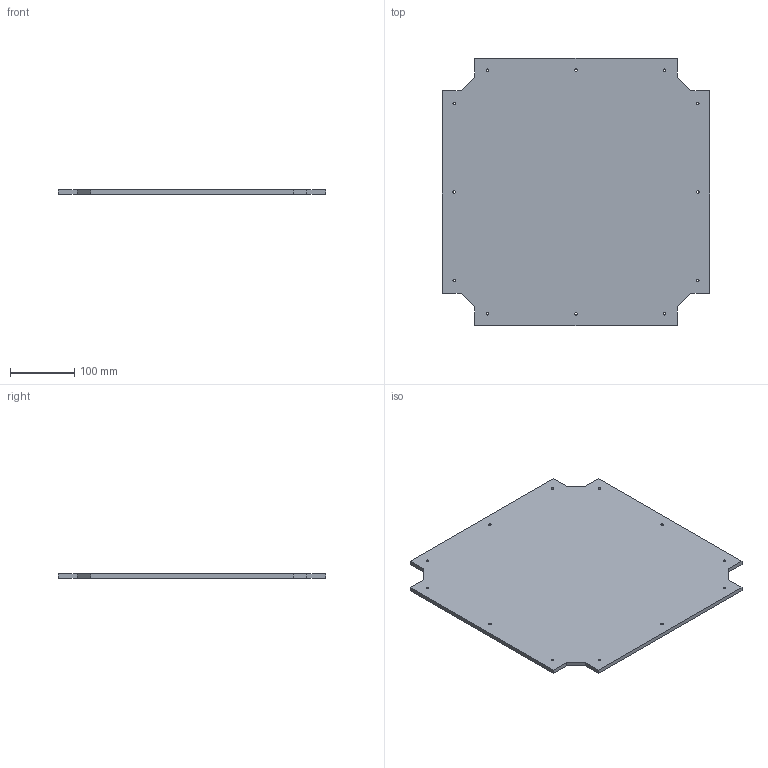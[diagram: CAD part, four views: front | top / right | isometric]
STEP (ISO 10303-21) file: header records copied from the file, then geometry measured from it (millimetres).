
FILE_DESCRIPTION( ( '' ), ' ' );
FILE_NAME( '56a5b34ce4b01ba2e0f8be5c.step', '2016-01-25T05:31:56', ( '' ), ( '' ), ' ', ' ', ' ' );
FILE_SCHEMA( ( 'AUTOMOTIVE_DESIGN { 1 0 10303 214 1 1 1 1 }' ) );
Length unit declared in the file: metre
Products named in the file (1): Bottom-Panel-A
Bounding box: 416.7 x 416.7 x 6.35 mm (x, y, z)
Volume: 1042940.3 mm3; surface area: 339716.6 mm2
Topology: 1 solids, 1 shells, 30 faces, 84 edges, 56 vertices
Faces by surface type: plane 18, cylinder 12
Full cylindrical faces by diameter (mm): 4.02 x12
Entity records: 975 total; most frequent: CARTESIAN_POINT 159, DIRECTION 158, ORIENTED_EDGE 144, EDGE_CURVE 72, EDGE_LOOP 66, VERTEX_POINT 56, AXIS2_PLACEMENT_3D 55, LINE 48
